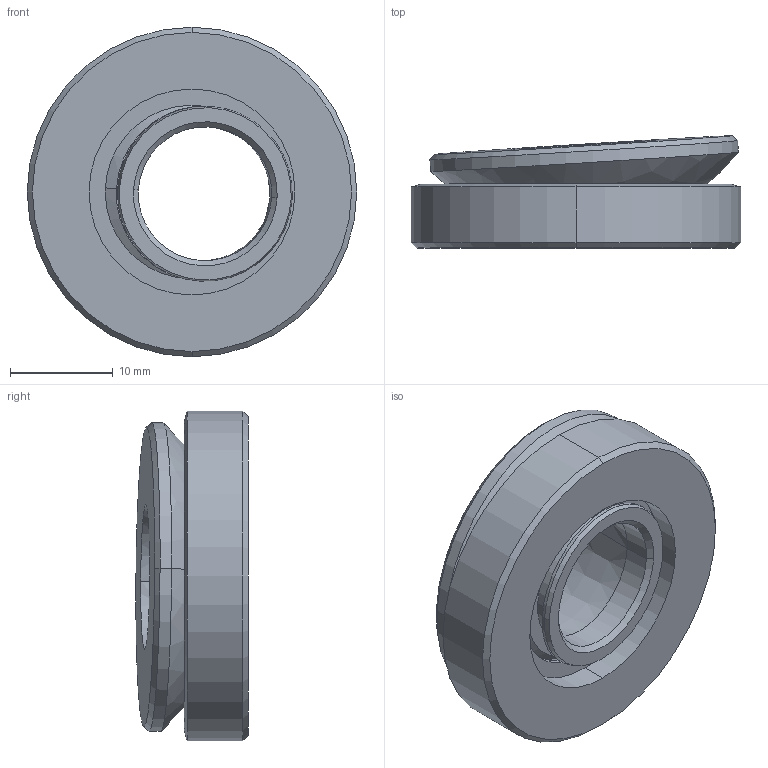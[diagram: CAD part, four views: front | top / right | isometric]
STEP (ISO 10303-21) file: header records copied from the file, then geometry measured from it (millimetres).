
FILE_DESCRIPTION (( 'STEP AP214' ), '1' );
FILE_NAME ('KAS 20 -0 A1.STEP', '2015-08-18T14:30:47', ( '' ), ( '' ), 'SwSTEP 2.0', 'SolidWorks 2015', '' );
FILE_SCHEMA (( 'AUTOMOTIVE_DESIGN' ));
Length unit declared in the file: millimetre
Products named in the file (3): KAS 20 1-0 A1; KAS 20 2-0 A1; KAS 20 -0 A1
Assembly tree (2 placements, depth 2):
  KAS 20 -0 A1
    KAS 20 2-0 A1
    KAS 20 1-0 A1
Bounding box: 32 x 10.9 x 32 mm (x, y, z)
Volume: 5594.1 mm3; surface area: 4015.9 mm2
Topology: 2 solids, 2 shells, 39 faces, 80 edges, 48 vertices
Faces by surface type: cylinder 14, cone 14, plane 7, sphere 4
Entity records: 1156 total; most frequent: DIRECTION 220, CARTESIAN_POINT 172, ORIENTED_EDGE 160, AXIS2_PLACEMENT_3D 96, EDGE_CURVE 80, CIRCLE 52, VERTEX_POINT 48, EDGE_LOOP 46
